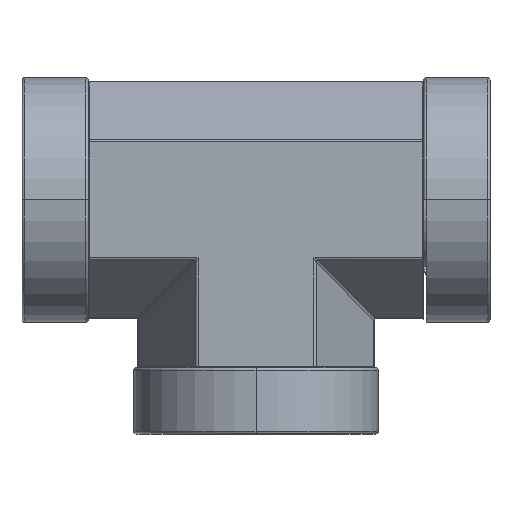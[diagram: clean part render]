
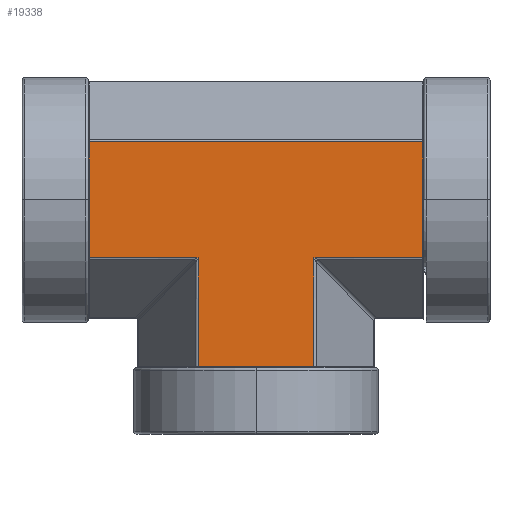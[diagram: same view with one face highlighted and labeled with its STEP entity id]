
A CAD part, top view. The second image highlights one B-rep face of the part: STEP entity #19338.
In plain terms, the highlighted planar face has unit normal (0, 0, 1).
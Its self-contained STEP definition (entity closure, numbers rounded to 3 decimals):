
#7129=DIRECTION('',(0.,1.,0.));
#7130=VECTOR('',#7129,22.705);
#7131=CARTESIAN_POINT('',(12.095,-34.8,21.45));
#7132=LINE('',#7131,#7130);
#7136=DIRECTION('',(-1.,0.,0.));
#7137=VECTOR('',#7136,24.191);
#7138=CARTESIAN_POINT('',(12.095,-34.8,21.45));
#7139=LINE('',#7138,#7137);
#7143=DIRECTION('',(0.,1.,0.));
#7144=VECTOR('',#7143,22.705);
#7145=CARTESIAN_POINT('',(-12.095,-34.8,21.45));
#7146=LINE('',#7145,#7144);
#7150=DIRECTION('',(1.,0.,0.));
#7151=VECTOR('',#7150,22.705);
#7152=CARTESIAN_POINT('',(-34.8,-12.095,21.45));
#7153=LINE('',#7152,#7151);
#7157=DIRECTION('',(0.,1.,0.));
#7158=VECTOR('',#7157,24.191);
#7159=CARTESIAN_POINT('',(-34.8,-12.095,21.45));
#7160=LINE('',#7159,#7158);
#7164=DIRECTION('',(1.,0.,0.));
#7165=VECTOR('',#7164,69.6);
#7166=CARTESIAN_POINT('',(-34.8,12.095,21.45));
#7167=LINE('',#7166,#7165);
#7171=DIRECTION('',(0.,-1.,0.));
#7172=VECTOR('',#7171,24.191);
#7173=CARTESIAN_POINT('',(34.8,12.095,21.45));
#7174=LINE('',#7173,#7172);
#7178=DIRECTION('',(-1.,0.,0.));
#7179=VECTOR('',#7178,22.705);
#7180=CARTESIAN_POINT('',(34.8,-12.095,21.45));
#7181=LINE('',#7180,#7179);
#7226=CARTESIAN_POINT('',(12.095,-12.095,21.45));
#11842=CARTESIAN_POINT('',(-12.095,-12.095,21.45));
#14673=CARTESIAN_POINT('',(-34.8,-12.095,21.45));
#14674=CARTESIAN_POINT('',(-34.8,12.095,21.45));
#14675=VERTEX_POINT('',#14673);
#14676=VERTEX_POINT('',#14674);
#14697=CARTESIAN_POINT('',(34.8,12.095,21.45));
#14698=CARTESIAN_POINT('',(34.8,-12.095,21.45));
#14699=VERTEX_POINT('',#14697);
#14700=VERTEX_POINT('',#14698);
#14721=CARTESIAN_POINT('',(12.095,-34.8,21.45));
#14722=CARTESIAN_POINT('',(-12.095,-34.8,21.45));
#14723=VERTEX_POINT('',#14721);
#14724=VERTEX_POINT('',#14722);
#14774=VERTEX_POINT('',#7226);
#14795=VERTEX_POINT('',#11842);
#19316=CARTESIAN_POINT('',(0.,12.384,21.45));
#19317=DIRECTION('',(0.,0.,1.));
#19318=DIRECTION('',(0.,-1.,0.));
#19319=AXIS2_PLACEMENT_3D('',#19316,#19317,#19318);
#19320=PLANE('',#19319);
#19322=ORIENTED_EDGE('',*,*,#19321,.F.);
#19324=ORIENTED_EDGE('',*,*,#19323,.T.);
#19326=ORIENTED_EDGE('',*,*,#19325,.T.);
#19328=ORIENTED_EDGE('',*,*,#19327,.F.);
#19330=ORIENTED_EDGE('',*,*,#19329,.T.);
#19331=ORIENTED_EDGE('',*,*,#19307,.T.);
#19333=ORIENTED_EDGE('',*,*,#19332,.T.);
#19335=ORIENTED_EDGE('',*,*,#19334,.T.);
#19336=EDGE_LOOP('',(#19322,#19324,#19326,#19328,#19330,#19331,#19333,#19335));
#19337=FACE_OUTER_BOUND('',#19336,.F.);
#19307=EDGE_CURVE('',#14676,#14699,#7167,.T.);
#19321=EDGE_CURVE('',#14723,#14774,#7132,.T.);
#19323=EDGE_CURVE('',#14723,#14724,#7139,.T.);
#19325=EDGE_CURVE('',#14724,#14795,#7146,.T.);
#19327=EDGE_CURVE('',#14675,#14795,#7153,.T.);
#19329=EDGE_CURVE('',#14675,#14676,#7160,.T.);
#19332=EDGE_CURVE('',#14699,#14700,#7174,.T.);
#19334=EDGE_CURVE('',#14700,#14774,#7181,.T.);
#19338=ADVANCED_FACE('',(#19337),#19320,.T.);
